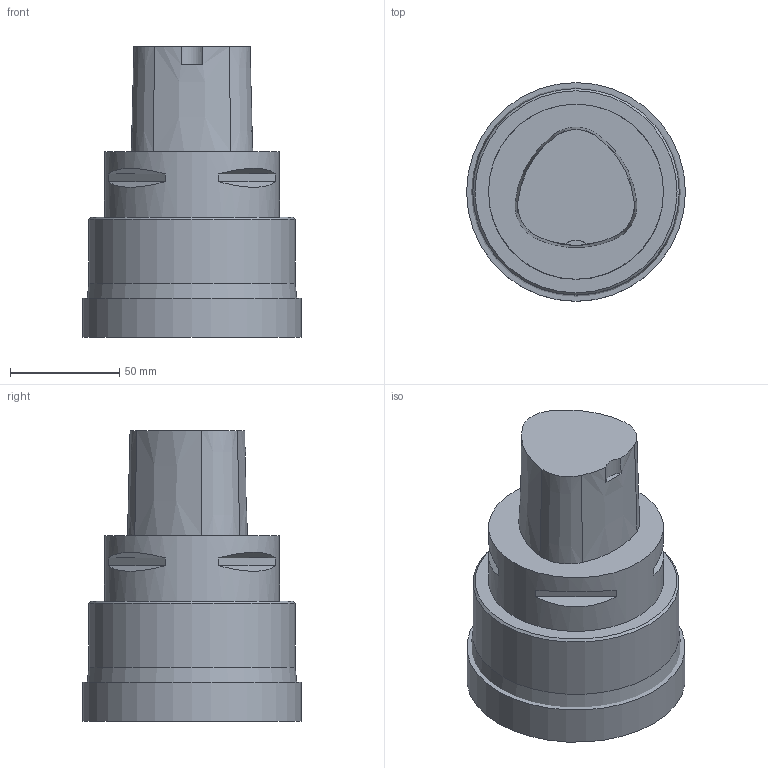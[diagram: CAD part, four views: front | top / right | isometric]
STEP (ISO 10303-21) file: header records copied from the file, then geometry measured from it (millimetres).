
FILE_DESCRIPTION(/* description */ ('3-D model version:1'),/* implementation_level */ '2;1');
FILE_NAME(/* name */ 'R790-100C8S1-22M',/* time_stamp */ '2015-10-15T10:46:22+02:00',/* author */ ('InteractiveCad'),/* organization */ ('AB Sandvik Coromant'),/* preprocessor_version */ 'ST-DEVELOPER v15',/* originating_system */ 'SIEMENS PLM Software NX 8.5',/* authorisation */ '');
FILE_SCHEMA (('AP203_CONFIGURATION_CONTROLLED_3D_DESIGN_OF_MECHANICAL_PARTS_AND_ASSEMBLIES_MIM_LF { 1 0 10303 403 2 1 2}'));
Length unit declared in the file: millimetre
Products named in the file (1): R790_100C8S1_22M_SIM
Bounding box: 100 x 100 x 133 mm (x, y, z)
Volume: 678011.8 mm3; surface area: 64265.6 mm2
Topology: 2 solids, 2 shells, 39 faces, 79 edges, 51 vertices
Faces by surface type: plane 20, cone 11, cylinder 5, torus 3
Full cylindrical faces by diameter (mm): 68 x1, 80 x1, 94.337 x1, 100 x1
Entity records: 1062 total; most frequent: DIRECTION 184, CARTESIAN_POINT 160, ORIENTED_EDGE 130, AXIS2_PLACEMENT_3D 81, EDGE_CURVE 65, EDGE_LOOP 60, VERTEX_POINT 49, ADVANCED_FACE 39
